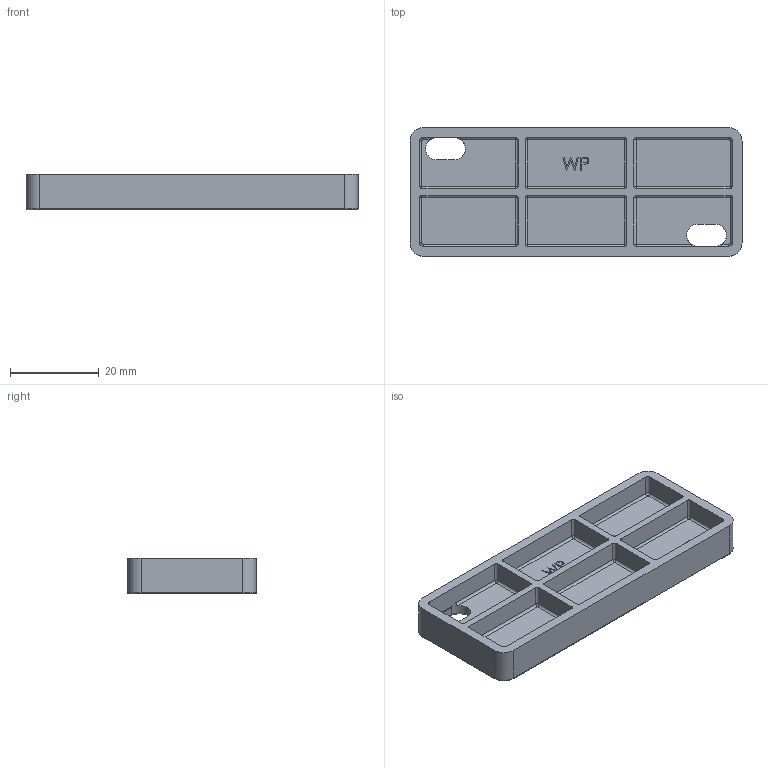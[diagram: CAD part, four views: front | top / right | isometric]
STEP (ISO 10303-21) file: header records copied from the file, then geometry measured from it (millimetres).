
FILE_DESCRIPTION (( 'STEP AP203' ), '1' );
FILE_NAME ('112-WP Spacer.STEP', '2018-11-19T16:03:12', ( '' ), ( '' ), 'SwSTEP 2.0', 'SolidWorks 2018', '' );
FILE_SCHEMA (( 'CONFIG_CONTROL_DESIGN' ));
Length unit declared in the file: millimetre
Products named in the file (1): 112-WP Spacer
Bounding box: 75 x 29 x 8 mm (x, y, z)
Volume: 9347.1 mm3; surface area: 7824.7 mm2
Topology: 1 solids, 1 shells, 178 faces, 433 edges, 244 vertices
Faces by surface type: plane 68, cylinder 66, sphere 20, bspline 10, torus 8, cone 6
Entity records: 5512 total; most frequent: CARTESIAN_POINT 1354, DIRECTION 885, ORIENTED_EDGE 826, EDGE_CURVE 413, AXIS2_PLACEMENT_3D 319, LINE 247, VECTOR 247, VERTEX_POINT 244
